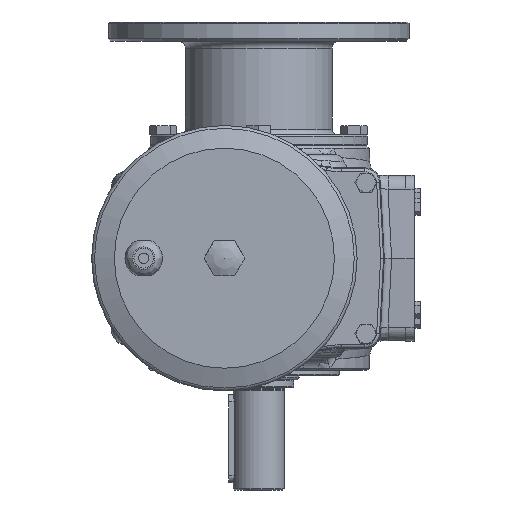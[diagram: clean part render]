
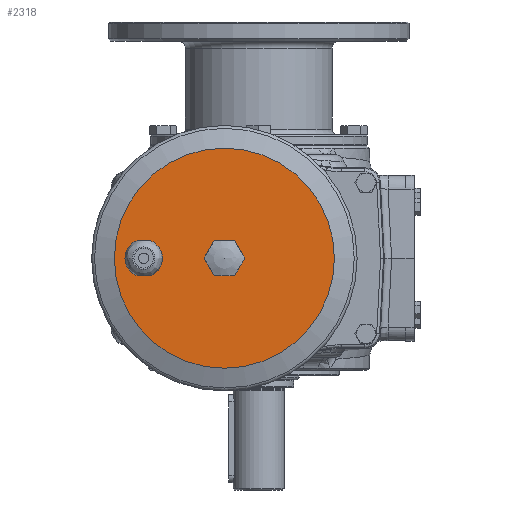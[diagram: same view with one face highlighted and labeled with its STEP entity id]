
A CAD part, left-side view. The second image highlights one B-rep face of the part: STEP entity #2318.
In plain terms, the highlighted planar face has unit normal (-1, 0, 0).
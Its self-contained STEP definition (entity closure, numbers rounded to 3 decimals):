
#2318 = ADVANCED_FACE( '', ( #5331, #5332, #5333 ), #5334, .T. );
#5331 = FACE_BOUND( '', #12679, .T. );
#5332 = FACE_OUTER_BOUND( '', #12680, .T. );
#5333 = FACE_BOUND( '', #12681, .T. );
#5334 = PLANE( '', #12682 );
#12679 = EDGE_LOOP( '', ( #25933, #25934, #25935, #25936 ) );
#12680 = EDGE_LOOP( '', ( #25937 ) );
#12681 = EDGE_LOOP( '', ( #25938, #25939, #25940, #25941, #25942, #25943 ) );
#12682 = AXIS2_PLACEMENT_3D( '', #25944, #25945, #25946 );
#25933 = ORIENTED_EDGE( '', *, *, #31418, .F. );
#25934 = ORIENTED_EDGE( '', *, *, #31419, .F. );
#25935 = ORIENTED_EDGE( '', *, *, #31420, .F. );
#25936 = ORIENTED_EDGE( '', *, *, #30616, .T. );
#25937 = ORIENTED_EDGE( '', *, *, #31224, .T. );
#25938 = ORIENTED_EDGE( '', *, *, #31421, .T. );
#25939 = ORIENTED_EDGE( '', *, *, #29506, .T. );
#25940 = ORIENTED_EDGE( '', *, *, #30076, .T. );
#25941 = ORIENTED_EDGE( '', *, *, #29347, .T. );
#25942 = ORIENTED_EDGE( '', *, *, #31422, .T. );
#25943 = ORIENTED_EDGE( '', *, *, #30692, .T. );
#25944 = CARTESIAN_POINT( '', ( -623.9, 98.4, 0. ) );
#25945 = DIRECTION( '', ( -1., 0., 0. ) );
#25946 = DIRECTION( '', ( 0., 1., 0. ) );
#29347 = EDGE_CURVE( '', #32596, #32600, #32602, .T. );
#29506 = EDGE_CURVE( '', #32857, #32861, #32863, .T. );
#30076 = EDGE_CURVE( '', #32861, #32596, #33802, .T. );
#30616 = EDGE_CURVE( '', #34629, #34627, #34630, .T. );
#30692 = EDGE_CURVE( '', #34740, #34744, #34746, .T. );
#31224 = EDGE_CURVE( '', #35471, #35471, #35472, .T. );
#31418 = EDGE_CURVE( '', #35713, #34627, #35714, .T. );
#31419 = EDGE_CURVE( '', #35715, #35713, #35716, .T. );
#31420 = EDGE_CURVE( '', #34629, #35715, #35717, .T. );
#31421 = EDGE_CURVE( '', #34744, #32857, #35718, .T. );
#31422 = EDGE_CURVE( '', #32600, #34740, #35719, .T. );
#32596 = VERTEX_POINT( '', #37300 );
#32600 = VERTEX_POINT( '', #37305 );
#32602 = LINE( '', #37308, #37309 );
#32857 = VERTEX_POINT( '', #37697 );
#32861 = VERTEX_POINT( '', #37702 );
#32863 = LINE( '', #37705, #37706 );
#33802 = LINE( '', #40065, #40066 );
#34627 = VERTEX_POINT( '', #41835 );
#34629 = VERTEX_POINT( '', #41838 );
#34630 = LINE( '', #41839, #41840 );
#34740 = VERTEX_POINT( '', #42004 );
#34744 = VERTEX_POINT( '', #42009 );
#34746 = LINE( '', #42012, #42013 );
#35471 = VERTEX_POINT( '', #43554 );
#35472 = CIRCLE( '', #43555, 75. );
#35713 = VERTEX_POINT( '', #44064 );
#35714 = CIRCLE( '', #44065, 12.8 );
#35715 = VERTEX_POINT( '', #44066 );
#35716 = LINE( '', #44067, #44068 );
#35717 = CIRCLE( '', #44069, 12.8 );
#35718 = LINE( '', #44070, #44071 );
#35719 = LINE( '', #44072, #44073 );
#37300 = CARTESIAN_POINT( '', ( -623.9, 30.328, -12. ) );
#37305 = CARTESIAN_POINT( '', ( -623.9, 37.256, 0. ) );
#37308 = CARTESIAN_POINT( '', ( -623.9, 30.328, -12. ) );
#37309 = VECTOR( '', #46180, 1000. );
#37697 = CARTESIAN_POINT( '', ( -623.9, 9.544, 0. ) );
#37702 = CARTESIAN_POINT( '', ( -623.9, 16.472, -12. ) );
#37705 = CARTESIAN_POINT( '', ( -623.9, 9.544, 0. ) );
#37706 = VECTOR( '', #46396, 1000. );
#40065 = CARTESIAN_POINT( '', ( -623.9, 16.472, -12. ) );
#40066 = VECTOR( '', #47122, 1000. );
#41835 = CARTESIAN_POINT( '', ( -623.9, 73.946, 12. ) );
#41838 = CARTESIAN_POINT( '', ( -623.9, 82.854, 12. ) );
#41839 = CARTESIAN_POINT( '', ( -623.9, 82.854, 12. ) );
#41840 = VECTOR( '', #47771, 1000. );
#42004 = CARTESIAN_POINT( '', ( -623.9, 30.328, 12. ) );
#42009 = CARTESIAN_POINT( '', ( -623.9, 16.472, 12. ) );
#42012 = CARTESIAN_POINT( '', ( -623.9, 30.328, 12. ) );
#42013 = VECTOR( '', #47864, 1000. );
#43554 = CARTESIAN_POINT( '', ( -623.9, 98.4, 0. ) );
#43555 = AXIS2_PLACEMENT_3D( '', #48442, #48443, #48444 );
#44064 = CARTESIAN_POINT( '', ( -623.9, 73.946, -12. ) );
#44065 = AXIS2_PLACEMENT_3D( '', #48645, #48646, #48647 );
#44066 = CARTESIAN_POINT( '', ( -623.9, 82.854, -12. ) );
#44067 = CARTESIAN_POINT( '', ( -623.9, 82.854, -12. ) );
#44068 = VECTOR( '', #48648, 1000. );
#44069 = AXIS2_PLACEMENT_3D( '', #48649, #48650, #48651 );
#44070 = CARTESIAN_POINT( '', ( -623.9, 16.472, 12. ) );
#44071 = VECTOR( '', #48652, 1000. );
#44072 = CARTESIAN_POINT( '', ( -623.9, 37.256, 0. ) );
#44073 = VECTOR( '', #48653, 1000. );
#46180 = DIRECTION( '', ( 0., 0.5, 0.866 ) );
#46396 = DIRECTION( '', ( 0., 0.5, -0.866 ) );
#47122 = DIRECTION( '', ( 0., 1., 0. ) );
#47771 = DIRECTION( '', ( 0., -1., 0. ) );
#47864 = DIRECTION( '', ( 0., -1., 0. ) );
#48442 = CARTESIAN_POINT( '', ( -623.9, 23.4, 0. ) );
#48443 = DIRECTION( '', ( -1., 0., 0. ) );
#48444 = DIRECTION( '', ( 0., 1., 0. ) );
#48645 = CARTESIAN_POINT( '', ( -623.9, 78.4, 0. ) );
#48646 = DIRECTION( '', ( -1., 0., 0. ) );
#48647 = DIRECTION( '', ( 0., 1., 0. ) );
#48648 = DIRECTION( '', ( 0., -1., 0. ) );
#48649 = CARTESIAN_POINT( '', ( -623.9, 78.4, 0. ) );
#48650 = DIRECTION( '', ( -1., 0., 0. ) );
#48651 = DIRECTION( '', ( 0., 1., 0. ) );
#48652 = DIRECTION( '', ( 0., -0.5, -0.866 ) );
#48653 = DIRECTION( '', ( 0., -0.5, 0.866 ) );
